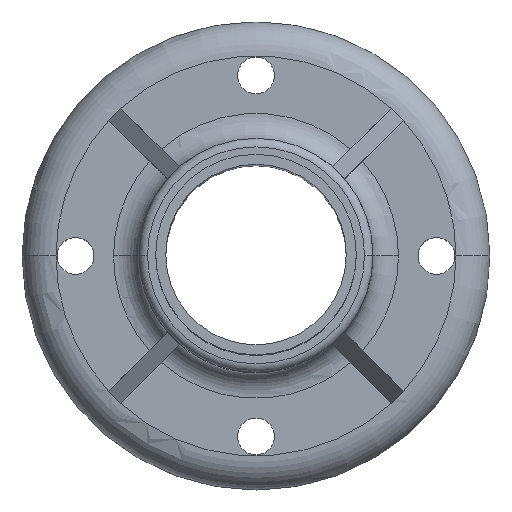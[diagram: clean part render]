
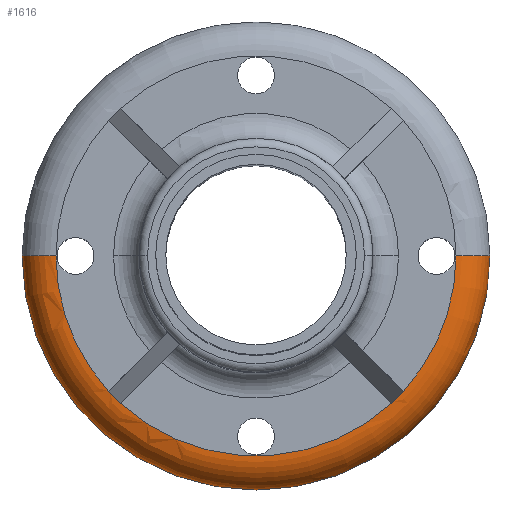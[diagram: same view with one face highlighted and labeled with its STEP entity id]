
A CAD part, top view. The second image highlights one B-rep face of the part: STEP entity #1616.
In plain terms, the highlighted toroidal (fillet/blend) face has major radius 29.92 mm and minor radius 5.08 mm.
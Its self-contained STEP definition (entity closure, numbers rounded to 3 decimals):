
#841=CARTESIAN_POINT('POINT57',(-22.036,
   -20.24,10.16));
#842=VERTEX_POINT('VERTEX57',#841);
#873=CARTESIAN_POINT('POINT59',(-21.157,
   -21.157,10.16));
#874=VERTEX_POINT('VERTEX59',#873);
#918=CARTESIAN_POINT('POINT62',(-20.24,
   -22.036,10.16));
#919=VERTEX_POINT('VERTEX62',#918);
#965=CARTESIAN_POINT('POINT64',(20.24,
   -22.036,10.16));
#966=VERTEX_POINT('VERTEX64',#965);
#997=CARTESIAN_POINT('POINT66',(21.157,
   -21.157,10.16));
#998=VERTEX_POINT('VERTEX66',#997);
#1107=CARTESIAN_POINT('POINT72',(22.036,
   -20.24,10.16));
#1108=VERTEX_POINT('VERTEX72',#1107);
#1129=CARTESIAN_POINT('POS98',(0.,0.,10.16));
#1130=DIRECTION('DIR143',(0.,0.,-1.));
#1131=DIRECTION('DIR144',(1.,0.,0.));
#1132=AXIS2_PLACEMENT_3D('AXIS46',#1129,#1130,#1131);
#1133=CIRCLE('ELLIPSE21',#1132,29.92);
#1437=CARTESIAN_POINT('POINT91',(-29.92,0.,
   10.16));
#1438=VERTEX_POINT('VERTEX91',#1437);
#1441=EDGE_CURVE('EDGE143',#842,#1438,#1133,.T.);
#1450=EDGE_CURVE('EDGE144',#874,#842,#1133,.T.);
#1462=EDGE_CURVE('EDGE145',#919,#874,#1133,.T.);
#1472=EDGE_CURVE('EDGE146',#966,#919,#1133,.T.);
#1481=EDGE_CURVE('EDGE147',#998,#966,#1133,.T.);
#1493=EDGE_CURVE('EDGE148',#1108,#998,#1133,.T.);
#1501=CARTESIAN_POINT('POINT92',(29.92,0.,
   10.16));
#1502=VERTEX_POINT('VERTEX92',#1501);
#1503=EDGE_CURVE('EDGE149',#1502,#1108,#1133,.T.);
#1517=CARTESIAN_POINT('POINT93',(-35.,0.,
   5.08));
#1518=VERTEX_POINT('VERTEX93',#1517);
#1519=CARTESIAN_POINT('POS128',(-29.92,
   0.,5.08));
#1520=DIRECTION('DIR193',(0.,-1.,0.));
#1521=DIRECTION('DIR194',(-1.,0.,0.));
#1522=AXIS2_PLACEMENT_3D('AXIS66',#1519,#1520,#1521);
#1523=CIRCLE('ELLIPSE31',#1522,5.08);
#1524=EDGE_CURVE('EDGE151',#1438,#1518,#1523,.T.);
#1533=CARTESIAN_POINT('POINT94',(35.,0.,
   5.08));
#1534=VERTEX_POINT('VERTEX94',#1533);
#1535=CARTESIAN_POINT('POS129',(29.92,0.
   ,5.08));
#1536=DIRECTION('DIR195',(0.,-1.,0.));
#1537=DIRECTION('DIR196',(1.,0.,0.));
#1538=AXIS2_PLACEMENT_3D('AXIS67',#1535,#1536,#1537);
#1539=CIRCLE('ELLIPSE32',#1538,5.08);
#1540=EDGE_CURVE('EDGE152',#1534,#1502,#1539,.T.);
#1551=CARTESIAN_POINT('POS131',(0.,0.,5.08)
   );
#1552=DIRECTION('DIR199',(0.,0.,-1.));
#1553=DIRECTION('DIR200',(-1.,0.,0.));
#1554=AXIS2_PLACEMENT_3D('AXIS69',#1551,#1552,#1553);
#1555=TOROIDAL_SURFACE('TORUS3',#1554,29.92,5.08);
#1598=ORIENTED_EDGE('COEDGE307',*,*,#1524,.T.);
#1599=CARTESIAN_POINT('POS134',(0.,0.,5.08));
#1600=DIRECTION('DIR205',(0.,0.,-1.));
#1601=DIRECTION('DIR206',(1.,0.,0.));
#1602=AXIS2_PLACEMENT_3D('AXIS72',#1599,#1600,#1601);
#1603=CIRCLE('ELLIPSE35',#1602,35.);
#1604=EDGE_CURVE('EDGE156',#1534,#1518,#1603,.T.);
#1605=ORIENTED_EDGE('COEDGE308',*,*,#1604,.F.);
#1606=ORIENTED_EDGE('COEDGE309',*,*,#1540,.T.);
#1607=ORIENTED_EDGE('COEDGE310',*,*,#1503,.T.);
#1608=ORIENTED_EDGE('COEDGE311',*,*,#1493,.T.);
#1609=ORIENTED_EDGE('COEDGE312',*,*,#1481,.T.);
#1610=ORIENTED_EDGE('COEDGE313',*,*,#1472,.T.);
#1611=ORIENTED_EDGE('COEDGE314',*,*,#1462,.T.);
#1612=ORIENTED_EDGE('COEDGE315',*,*,#1450,.T.);
#1613=ORIENTED_EDGE('COEDGE316',*,*,#1441,.T.);
#1614=EDGE_LOOP('NONE',(#1598,#1605,#1606,#1607,#1608,#1609,#1610,#1611,
   #1612,#1613));
#1615=FACE_BOUND('LOOP1',#1614,.T.);
#1616=ADVANCED_FACE('FACE64',(#1615),#1555,.T.);
